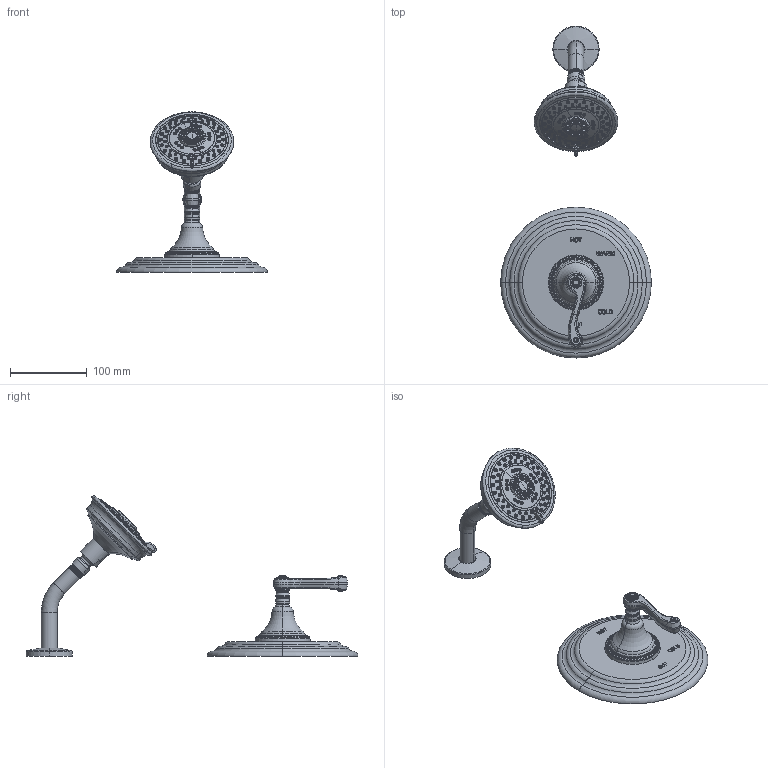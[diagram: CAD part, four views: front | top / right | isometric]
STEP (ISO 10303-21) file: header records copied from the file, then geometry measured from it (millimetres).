
FILE_DESCRIPTION((''),'2;1');
FILE_NAME('3-984BP','2021-05-25T17:16:29',('jinson.thomas'),(''),'CREO PARAMETRIC BY PTC INC, 2018400','CREO PARAMETRIC BY PTC INC, 2018400','');
FILE_SCHEMA(('CONFIG_CONTROL_DESIGN'));
Length unit declared in the file: inch
Products named in the file (1): 3-984BP
Bounding box: 196.85 x 433.45 x 209.53 mm (x, y, z)
Volume: 876174.4 mm3; surface area: 124775.4 mm2
Topology: 2 solids, 2 shells, 1818 faces, 4203 edges, 2611 vertices
Faces by surface type: torus 421, plane 365, cylinder 312, cone 306, extrusion 183, bspline 157, sphere 72, revolution 2
Entity records: 81809 total; most frequent: CARTESIAN_POINT 43288, ORIENTED_EDGE 8394, DIRECTION 7009, EDGE_CURVE 4197, AXIS2_PLACEMENT_3D 2770, VERTEX_POINT 2611, EDGE_LOOP 2062, FACE_OUTER_BOUND 1818
